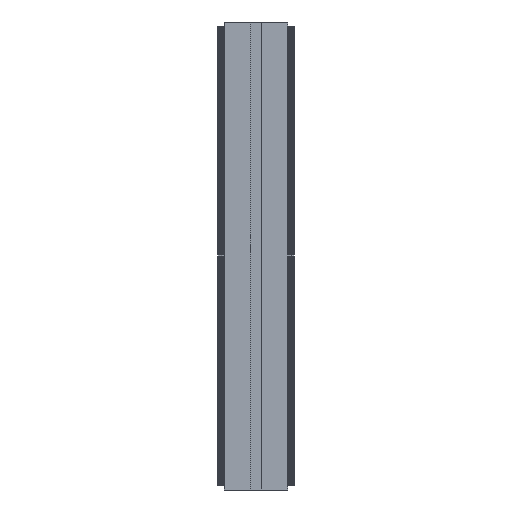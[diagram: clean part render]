
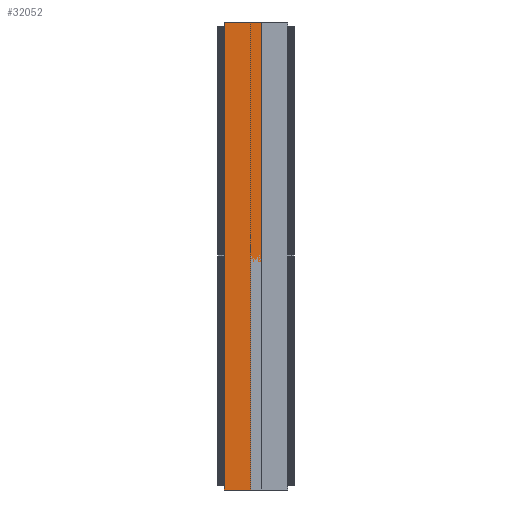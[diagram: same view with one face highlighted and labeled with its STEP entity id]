
A CAD part, front view. The second image highlights one B-rep face of the part: STEP entity #32052.
In plain terms, the highlighted planar face has unit normal (0, -1, 0).
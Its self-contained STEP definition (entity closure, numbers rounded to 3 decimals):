
#79 = FACE_OUTER_BOUND ( 'NONE', #20509, .T. ) ;
#204 = EDGE_CURVE ( 'NONE', #19621, #16082, #1575, .T. ) ;
#1575 = LINE ( 'NONE', #6566, #22236 ) ;
#2792 = VECTOR ( 'NONE', #7966, 1000. ) ;
#3351 = EDGE_CURVE ( 'NONE', #30286, #4537, #21669, .T. ) ;
#3941 = ORIENTED_EDGE ( 'NONE', *, *, #24066, .F. ) ;
#4474 = ORIENTED_EDGE ( 'NONE', *, *, #204, .F. ) ;
#4537 = VERTEX_POINT ( 'NONE', #10727 ) ;
#6566 = CARTESIAN_POINT ( 'NONE',  ( 1225., 0., -96.85 ) ) ;
#7836 = PLANE ( 'NONE',  #9097 ) ;
#7966 = DIRECTION ( 'NONE',  ( 0., 0., -1. ) ) ;
#8406 = CARTESIAN_POINT ( 'NONE',  ( 1225., 0., 96.85 ) ) ;
#8775 = LINE ( 'NONE', #19663, #2792 ) ;
#9097 = AXIS2_PLACEMENT_3D ( 'NONE', #21467, #10148, #36517 ) ;
#10148 = DIRECTION ( 'NONE',  ( 0., 1., 0. ) ) ;
#10727 = CARTESIAN_POINT ( 'NONE',  ( -1225., 0., 96.85 ) ) ;
#16082 = VERTEX_POINT ( 'NONE', #28327 ) ;
#16517 = LINE ( 'NONE', #21437, #27506 ) ;
#18884 = DIRECTION ( 'NONE',  ( -1., 0., 0. ) ) ;
#19621 = VERTEX_POINT ( 'NONE', #21684 ) ;
#19663 = CARTESIAN_POINT ( 'NONE',  ( -1225., 0., 96.85 ) ) ;
#20406 = ORIENTED_EDGE ( 'NONE', *, *, #35920, .T. ) ;
#20509 = EDGE_LOOP ( 'NONE', ( #20406, #4474, #3941, #34675 ) ) ;
#21437 = CARTESIAN_POINT ( 'NONE',  ( 1225., 0., 96.85 ) ) ;
#21467 = CARTESIAN_POINT ( 'NONE',  ( 1225., 0., 96.85 ) ) ;
#21669 = LINE ( 'NONE', #23843, #28955 ) ;
#21684 = CARTESIAN_POINT ( 'NONE',  ( 1225., 0., -96.85 ) ) ;
#22236 = VECTOR ( 'NONE', #24390, 1000. ) ;
#23843 = CARTESIAN_POINT ( 'NONE',  ( 1225., 0., 96.85 ) ) ;
#24066 = EDGE_CURVE ( 'NONE', #30286, #19621, #16517, .T. ) ;
#24390 = DIRECTION ( 'NONE',  ( -1., 0., 0. ) ) ;
#27506 = VECTOR ( 'NONE', #27692, 1000. ) ;
#27692 = DIRECTION ( 'NONE',  ( 0., 0., -1. ) ) ;
#28327 = CARTESIAN_POINT ( 'NONE',  ( -1225., 0., -96.85 ) ) ;
#28955 = VECTOR ( 'NONE', #18884, 1000. ) ;
#30286 = VERTEX_POINT ( 'NONE', #8406 ) ;
#32052 = ADVANCED_FACE ( 'NONE', ( #79 ), #7836, .F. ) ;
#34675 = ORIENTED_EDGE ( 'NONE', *, *, #3351, .T. ) ;
#35920 = EDGE_CURVE ( 'NONE', #4537, #16082, #8775, .T. ) ;
#36517 = DIRECTION ( 'NONE',  ( 0., 0., 1. ) ) ;
